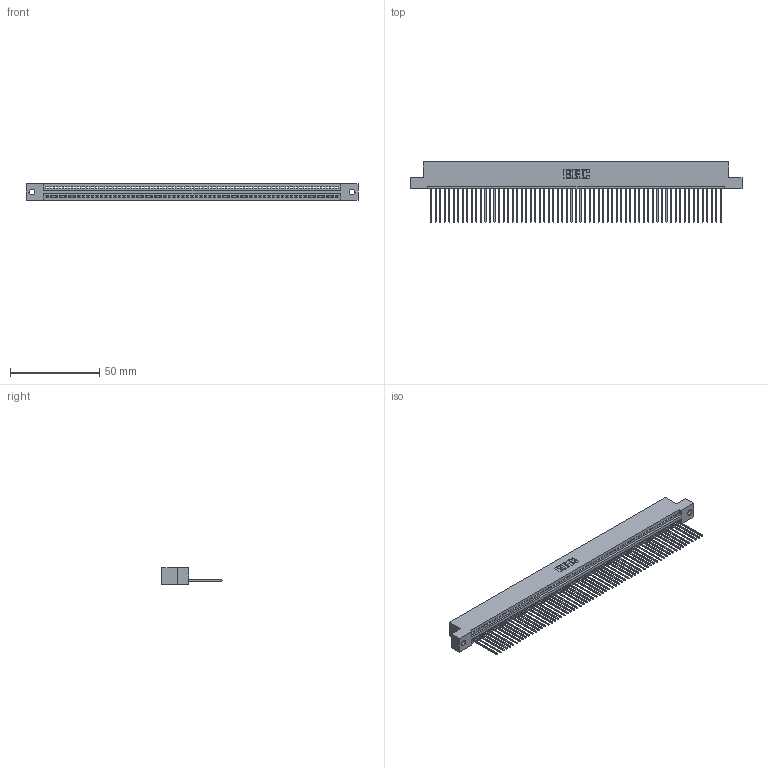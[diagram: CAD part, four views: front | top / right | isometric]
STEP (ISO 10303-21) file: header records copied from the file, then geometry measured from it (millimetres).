
FILE_DESCRIPTION (( 'STEP AP203' ), '1' );
FILE_NAME ('345-065-541-102.STEP', '2019-10-11T18:23:54', ( '' ), ( '' ), 'SwSTEP 2.0', 'SolidWorks 2016', '' );
FILE_SCHEMA (( 'CONFIG_CONTROL_DESIGN' ));
Length unit declared in the file: inch
Products named in the file (3): 345 Part_Flush Mounting Lugs - 0.128 Dia; 345-065-541-102; 345-292-001_345-293-141
Assembly tree (66 placements, depth 2):
  345-065-541-102
    345 Part_Flush Mounting Lugs - 0.128 Dia
    345-292-001_345-293-141  x65
Bounding box: 186.31 x 33.96 x 9.4 mm (x, y, z)
Volume: 18062 mm3; surface area: 25306 mm2
Topology: 66 solids, 66 shells, 3896 faces, 11781 edges, 7766 vertices
Faces by surface type: plane 2680, cylinder 1216
Entity records: 45845 total; most frequent: CARTESIAN_POINT 7947, ORIENTED_EDGE 7946, DIRECTION 6907, EDGE_CURVE 3973, LINE 3581, VECTOR 3581, VERTEX_POINT 2646, AXIS2_PLACEMENT_3D 1663
